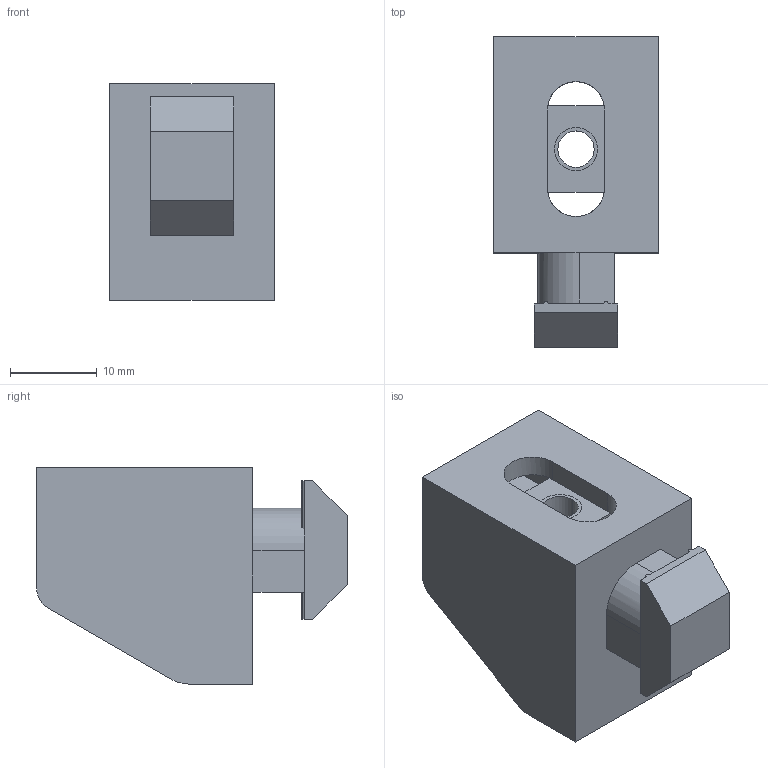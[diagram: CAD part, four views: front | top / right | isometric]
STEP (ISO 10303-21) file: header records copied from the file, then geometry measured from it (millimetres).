
FILE_DESCRIPTION((''),'2;1');
FILE_NAME('12190_NOSILEC_POLNILA_U10','2022-09-19T08:25:32',('PredragRovcanin'),('Audax d.o.o.'),'CREO PARAMETRIC BY PTC INC, 2020281','CREO PARAMETRIC BY PTC INC, 2020281','');
FILE_SCHEMA(('AP242_MANAGED_MODEL_BASED_3D_ENGINEERING_MIM_LF { 1 0 10303 442 1 1 4 }'));
Length unit declared in the file: millimetre
Products named in the file (1): 12190_NOSILEC_POLNILA_U10
Bounding box: 19 x 35.9 x 25 mm (x, y, z)
Volume: 6700.9 mm3; surface area: 4974.3 mm2
Topology: 1 solids, 2 shells, 68 faces, 203 edges, 134 vertices
Faces by surface type: plane 50, cylinder 18
Entity records: 3558 total; most frequent: CARTESIAN_POINT 440, ORIENTED_EDGE 400, DIRECTION 379, COLOUR_RGB 322, PRESENTATION_STYLE_ASSIGNMENT 212, STYLED_ITEM 206, CURVE_STYLE 204, EDGE_CURVE 202
